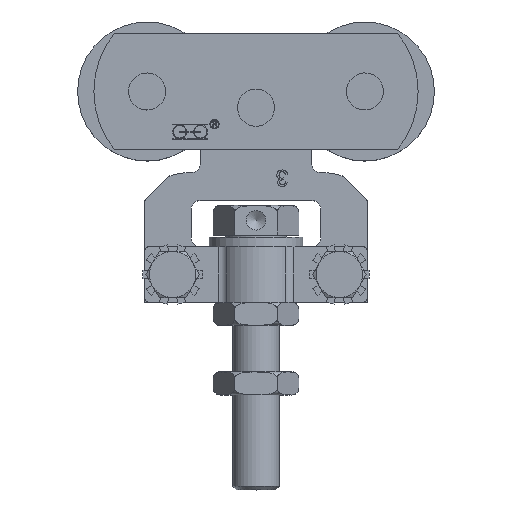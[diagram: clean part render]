
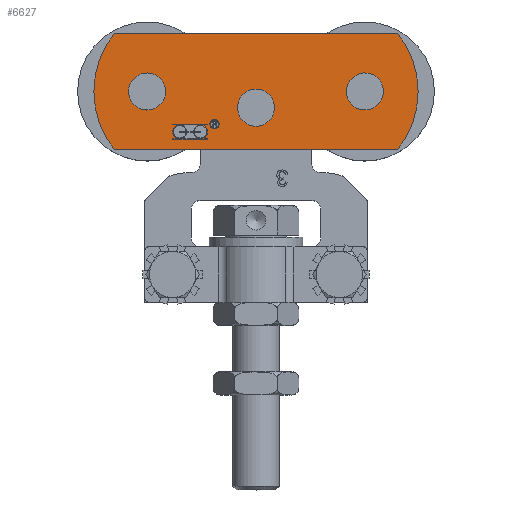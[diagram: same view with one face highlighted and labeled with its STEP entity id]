
A CAD part, top view. The second image highlights one B-rep face of the part: STEP entity #6627.
In plain terms, the highlighted planar face has unit normal (0, 0, 1).
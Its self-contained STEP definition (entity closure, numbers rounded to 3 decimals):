
#230=CIRCLE('',#7318,1.5);
#231=CIRCLE('',#7321,1.5);
#237=CIRCLE('',#7346,1.);
#239=CIRCLE('',#7350,20.);
#240=CIRCLE('',#7351,20.);
#241=CIRCLE('',#7352,2.85);
#242=CIRCLE('',#7353,2.85);
#243=CIRCLE('',#7354,2.85);
#244=CIRCLE('',#7355,2.85);
#245=CIRCLE('',#7356,2.85);
#246=CIRCLE('',#7357,2.85);
#787=FACE_BOUND('',#1420,.T.);
#788=FACE_BOUND('',#1421,.T.);
#789=FACE_BOUND('',#1422,.T.);
#790=FACE_BOUND('',#1423,.T.);
#791=FACE_BOUND('',#1424,.T.);
#872=PLANE('',#7349);
#1053=FACE_OUTER_BOUND('',#1419,.T.);
#1419=EDGE_LOOP('',(#4792,#4793,#4794,#4795));
#1420=EDGE_LOOP('',(#4796,#4797,#4798,#4799,#4800,#4801,#4802,#4803,#4804,
#4805,#4806,#4807));
#1421=EDGE_LOOP('',(#4808));
#1422=EDGE_LOOP('',(#4809,#4810));
#1423=EDGE_LOOP('',(#4811,#4812));
#1424=EDGE_LOOP('',(#4813,#4814));
#1855=LINE('',#10506,#2374);
#1858=LINE('',#10512,#2377);
#1861=LINE('',#10518,#2380);
#1864=LINE('',#10524,#2383);
#1867=LINE('',#10529,#2386);
#1869=LINE('',#10534,#2388);
#1874=LINE('',#10543,#2393);
#1875=LINE('',#10546,#2394);
#1878=LINE('',#10552,#2397);
#1881=LINE('',#10557,#2400);
#1887=LINE('',#10581,#2406);
#1888=LINE('',#10584,#2407);
#2374=VECTOR('',#8249,10.);
#2377=VECTOR('',#8256,10.);
#2380=VECTOR('',#8261,10.);
#2383=VECTOR('',#8266,10.);
#2386=VECTOR('',#8271,10.);
#2388=VECTOR('',#8277,10.);
#2393=VECTOR('',#8284,10.);
#2394=VECTOR('',#8287,10.);
#2397=VECTOR('',#8292,10.);
#2400=VECTOR('',#8297,10.);
#2406=VECTOR('',#8325,10.);
#2407=VECTOR('',#8328,10.);
#2932=VERTEX_POINT('',#10449);
#2936=VERTEX_POINT('',#10458);
#2940=VERTEX_POINT('',#10467);
#2944=VERTEX_POINT('',#10476);
#2949=VERTEX_POINT('',#10504);
#2950=VERTEX_POINT('',#10511);
#2952=VERTEX_POINT('',#10517);
#2954=VERTEX_POINT('',#10523);
#2956=VERTEX_POINT('',#10533);
#2959=VERTEX_POINT('',#10541);
#2960=VERTEX_POINT('',#10545);
#2962=VERTEX_POINT('',#10551);
#2966=VERTEX_POINT('',#10570);
#2968=VERTEX_POINT('',#10577);
#2969=VERTEX_POINT('',#10578);
#2970=VERTEX_POINT('',#10580);
#2971=VERTEX_POINT('',#10582);
#2972=VERTEX_POINT('',#10585);
#2973=VERTEX_POINT('',#10586);
#2974=VERTEX_POINT('',#10589);
#2975=VERTEX_POINT('',#10590);
#2976=VERTEX_POINT('',#10593);
#2977=VERTEX_POINT('',#10594);
#3641=EDGE_CURVE('',#2944,#2940,#230,.T.);
#3646=EDGE_CURVE('',#2932,#2936,#231,.T.);
#3656=EDGE_CURVE('',#2940,#2949,#1855,.T.);
#3659=EDGE_CURVE('',#2949,#2950,#1858,.T.);
#3662=EDGE_CURVE('',#2952,#2932,#1861,.T.);
#3665=EDGE_CURVE('',#2954,#2952,#1864,.T.);
#3668=EDGE_CURVE('',#2950,#2954,#1867,.T.);
#3670=EDGE_CURVE('',#2956,#2944,#1869,.T.);
#3675=EDGE_CURVE('',#2936,#2959,#1874,.T.);
#3676=EDGE_CURVE('',#2960,#2956,#1875,.T.);
#3679=EDGE_CURVE('',#2962,#2960,#1878,.T.);
#3682=EDGE_CURVE('',#2959,#2962,#1881,.T.);
#3689=EDGE_CURVE('',#2966,#2966,#237,.T.);
#3692=EDGE_CURVE('',#2968,#2969,#239,.T.);
#3693=EDGE_CURVE('',#2970,#2969,#1887,.T.);
#3694=EDGE_CURVE('',#2970,#2971,#240,.T.);
#3695=EDGE_CURVE('',#2968,#2971,#1888,.T.);
#3696=EDGE_CURVE('',#2972,#2973,#241,.T.);
#3697=EDGE_CURVE('',#2973,#2972,#242,.T.);
#3698=EDGE_CURVE('',#2974,#2975,#243,.T.);
#3699=EDGE_CURVE('',#2975,#2974,#244,.T.);
#3700=EDGE_CURVE('',#2976,#2977,#245,.T.);
#3701=EDGE_CURVE('',#2977,#2976,#246,.T.);
#4792=ORIENTED_EDGE('',*,*,#3692,.T.);
#4793=ORIENTED_EDGE('',*,*,#3693,.F.);
#4794=ORIENTED_EDGE('',*,*,#3694,.T.);
#4795=ORIENTED_EDGE('',*,*,#3695,.F.);
#4796=ORIENTED_EDGE('',*,*,#3646,.T.);
#4797=ORIENTED_EDGE('',*,*,#3675,.T.);
#4798=ORIENTED_EDGE('',*,*,#3682,.T.);
#4799=ORIENTED_EDGE('',*,*,#3679,.T.);
#4800=ORIENTED_EDGE('',*,*,#3676,.T.);
#4801=ORIENTED_EDGE('',*,*,#3670,.T.);
#4802=ORIENTED_EDGE('',*,*,#3641,.T.);
#4803=ORIENTED_EDGE('',*,*,#3656,.T.);
#4804=ORIENTED_EDGE('',*,*,#3659,.T.);
#4805=ORIENTED_EDGE('',*,*,#3668,.T.);
#4806=ORIENTED_EDGE('',*,*,#3665,.T.);
#4807=ORIENTED_EDGE('',*,*,#3662,.T.);
#4808=ORIENTED_EDGE('',*,*,#3689,.T.);
#4809=ORIENTED_EDGE('',*,*,#3696,.T.);
#4810=ORIENTED_EDGE('',*,*,#3697,.T.);
#4811=ORIENTED_EDGE('',*,*,#3698,.T.);
#4812=ORIENTED_EDGE('',*,*,#3699,.T.);
#4813=ORIENTED_EDGE('',*,*,#3700,.T.);
#4814=ORIENTED_EDGE('',*,*,#3701,.T.);
#6627=ADVANCED_FACE('',(#1053,#787,#788,#789,#790,#791),#872,.T.);
#7318=AXIS2_PLACEMENT_3D('',#10481,#8217,#8218);
#7321=AXIS2_PLACEMENT_3D('',#10490,#8227,#8228);
#7346=AXIS2_PLACEMENT_3D('',#10571,#8314,#8315);
#7349=AXIS2_PLACEMENT_3D('',#10576,#8321,#8322);
#7350=AXIS2_PLACEMENT_3D('',#10579,#8323,#8324);
#7351=AXIS2_PLACEMENT_3D('',#10583,#8326,#8327);
#7352=AXIS2_PLACEMENT_3D('',#10587,#8329,#8330);
#7353=AXIS2_PLACEMENT_3D('',#10588,#8331,#8332);
#7354=AXIS2_PLACEMENT_3D('',#10591,#8333,#8334);
#7355=AXIS2_PLACEMENT_3D('',#10592,#8335,#8336);
#7356=AXIS2_PLACEMENT_3D('',#10595,#8337,#8338);
#7357=AXIS2_PLACEMENT_3D('',#10596,#8339,#8340);
#8217=DIRECTION('center_axis',(0.,0.,-1.));
#8218=DIRECTION('ref_axis',(0.999,0.05,0.));
#8227=DIRECTION('center_axis',(0.,0.,-1.));
#8228=DIRECTION('ref_axis',(-0.999,-0.05,0.));
#8249=DIRECTION('',(-1.,0.,0.));
#8256=DIRECTION('',(0.,1.,0.));
#8261=DIRECTION('',(-1.,0.,0.));
#8266=DIRECTION('',(0.,-1.,0.));
#8271=DIRECTION('',(1.,0.,0.));
#8277=DIRECTION('',(1.,0.,0.));
#8284=DIRECTION('',(1.,0.,0.));
#8287=DIRECTION('',(0.,1.,0.));
#8292=DIRECTION('',(-1.,0.,0.));
#8297=DIRECTION('',(0.,-1.,0.));
#8314=DIRECTION('center_axis',(0.,0.,-1.));
#8315=DIRECTION('ref_axis',(-1.,0.,0.));
#8321=DIRECTION('center_axis',(0.,0.,1.));
#8322=DIRECTION('ref_axis',(1.,0.,0.));
#8323=DIRECTION('center_axis',(0.,0.,1.));
#8324=DIRECTION('ref_axis',(-0.781,0.625,0.));
#8325=DIRECTION('',(1.,0.,0.));
#8326=DIRECTION('center_axis',(0.,0.,1.));
#8327=DIRECTION('ref_axis',(0.781,-0.625,0.));
#8328=DIRECTION('',(-1.,0.,0.));
#8329=DIRECTION('center_axis',(0.,0.,-1.));
#8330=DIRECTION('ref_axis',(1.,0.,0.));
#8331=DIRECTION('center_axis',(0.,0.,-1.));
#8332=DIRECTION('ref_axis',(1.,0.,0.));
#8333=DIRECTION('center_axis',(0.,0.,-1.));
#8334=DIRECTION('ref_axis',(1.,0.,0.));
#8335=DIRECTION('center_axis',(0.,0.,-1.));
#8336=DIRECTION('ref_axis',(1.,0.,0.));
#8337=DIRECTION('center_axis',(0.,0.,-1.));
#8338=DIRECTION('ref_axis',(1.,0.,0.));
#8339=DIRECTION('center_axis',(0.,0.,-1.));
#8340=DIRECTION('ref_axis',(1.,0.,0.));
#10449=CARTESIAN_POINT('',(23.038,5.296,1.5));
#10458=CARTESIAN_POINT('',(23.038,2.296,1.5));
#10467=CARTESIAN_POINT('',(18.538,5.296,1.5));
#10476=CARTESIAN_POINT('',(18.538,2.296,1.5));
#10481=CARTESIAN_POINT('Origin',(18.538,3.796,1.5));
#10490=CARTESIAN_POINT('Origin',(23.038,3.796,1.5));
#10504=CARTESIAN_POINT('',(17.038,5.296,1.5));
#10506=CARTESIAN_POINT('',(29.769,5.296,1.5));
#10511=CARTESIAN_POINT('',(17.038,5.446,1.5));
#10512=CARTESIAN_POINT('',(17.038,8.898,1.5));
#10517=CARTESIAN_POINT('',(24.538,5.296,1.5));
#10518=CARTESIAN_POINT('',(29.769,5.296,1.5));
#10523=CARTESIAN_POINT('',(24.538,5.446,1.5));
#10524=CARTESIAN_POINT('',(24.538,8.973,1.5));
#10529=CARTESIAN_POINT('',(26.019,5.446,1.5));
#10533=CARTESIAN_POINT('',(17.038,2.296,1.5));
#10534=CARTESIAN_POINT('',(26.019,2.296,1.5));
#10541=CARTESIAN_POINT('',(24.538,2.296,1.5));
#10543=CARTESIAN_POINT('',(26.019,2.296,1.5));
#10545=CARTESIAN_POINT('',(17.038,2.146,1.5));
#10546=CARTESIAN_POINT('',(17.038,7.323,1.5));
#10551=CARTESIAN_POINT('',(24.538,2.146,1.5));
#10552=CARTESIAN_POINT('',(29.769,2.146,1.5));
#10557=CARTESIAN_POINT('',(24.538,7.398,1.5));
#10570=CARTESIAN_POINT('',(27.038,5.446,1.5));
#10571=CARTESIAN_POINT('Origin',(26.038,5.446,1.5));
#10576=CARTESIAN_POINT('Origin',(35.,12.5,1.5));
#10577=CARTESIAN_POINT('',(65.612,0.,1.5));
#10578=CARTESIAN_POINT('',(65.612,25.,1.5));
#10579=CARTESIAN_POINT('Origin',(50.,12.5,1.5));
#10580=CARTESIAN_POINT('',(4.388,25.,1.5));
#10581=CARTESIAN_POINT('',(70.,25.,1.5));
#10582=CARTESIAN_POINT('',(4.388,0.,1.5));
#10583=CARTESIAN_POINT('Origin',(20.,12.5,1.5));
#10584=CARTESIAN_POINT('',(0.,0.,1.5));
#10585=CARTESIAN_POINT('',(61.35,12.5,1.5));
#10586=CARTESIAN_POINT('',(55.65,12.5,1.5));
#10587=CARTESIAN_POINT('Origin',(58.5,12.5,1.5));
#10588=CARTESIAN_POINT('Origin',(58.5,12.5,1.5));
#10589=CARTESIAN_POINT('',(14.35,12.5,1.5));
#10590=CARTESIAN_POINT('',(8.65,12.5,1.5));
#10591=CARTESIAN_POINT('Origin',(11.5,12.5,1.5));
#10592=CARTESIAN_POINT('Origin',(11.5,12.5,1.5));
#10593=CARTESIAN_POINT('',(37.85,9.,1.5));
#10594=CARTESIAN_POINT('',(32.15,9.,1.5));
#10595=CARTESIAN_POINT('Origin',(35.,9.,1.5));
#10596=CARTESIAN_POINT('Origin',(35.,9.,1.5));
